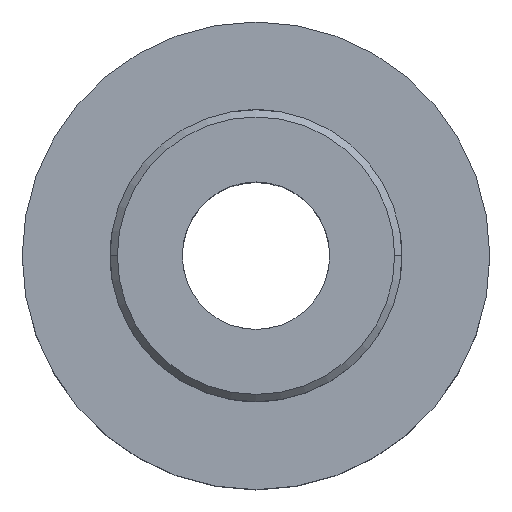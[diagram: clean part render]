
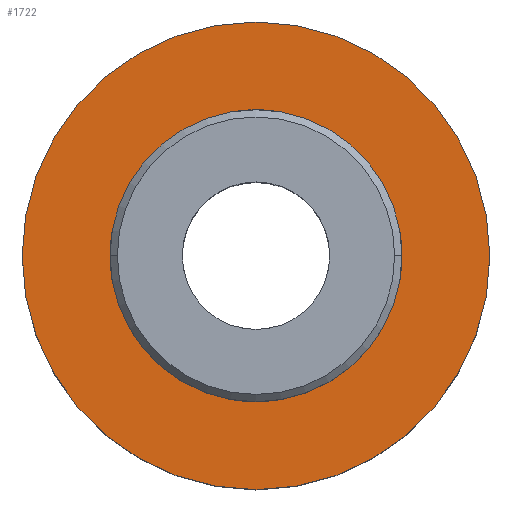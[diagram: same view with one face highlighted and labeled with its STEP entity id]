
A CAD part, top view. The second image highlights one B-rep face of the part: STEP entity #1722.
In plain terms, the highlighted planar face has unit normal (0, 0, 1).
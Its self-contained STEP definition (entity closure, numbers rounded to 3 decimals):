
#606 = CIRCLE ( 'NONE', #4243, 20. ) ;
#797 = AXIS2_PLACEMENT_3D ( 'NONE', #2848, #9698, #10407 ) ;
#1122 = CARTESIAN_POINT ( 'NONE',  ( 20., 0., 21. ) ) ;
#1127 = EDGE_LOOP ( 'NONE', ( #6015, #10431 ) ) ;
#1330 = DIRECTION ( 'NONE',  ( 0., 0., 1. ) ) ;
#1420 = AXIS2_PLACEMENT_3D ( 'NONE', #8795, #8979, #2076 ) ;
#1722 = ADVANCED_FACE ( 'NONE', ( #3727, #2974 ), #8679, .T. ) ;
#1940 = EDGE_CURVE ( 'NONE', #2424, #2976, #10313, .T. ) ;
#2074 = VERTEX_POINT ( 'NONE', #9240 ) ;
#2076 = DIRECTION ( 'NONE',  ( 1., 0., 0. ) ) ;
#2159 = DIRECTION ( 'NONE',  ( 1., 0., 0. ) ) ;
#2424 = VERTEX_POINT ( 'NONE', #1122 ) ;
#2848 = CARTESIAN_POINT ( 'NONE',  ( 0., 0., 21. ) ) ;
#2974 = FACE_OUTER_BOUND ( 'NONE', #1127, .T. ) ;
#2976 = VERTEX_POINT ( 'NONE', #6274 ) ;
#3727 = FACE_BOUND ( 'NONE', #7983, .T. ) ;
#4243 = AXIS2_PLACEMENT_3D ( 'NONE', #7503, #9482, #6485 ) ;
#4430 = AXIS2_PLACEMENT_3D ( 'NONE', #6129, #7838, #2159 ) ;
#4855 = ORIENTED_EDGE ( 'NONE', *, *, #8886, .F. ) ;
#6015 = ORIENTED_EDGE ( 'NONE', *, *, #8652, .T. ) ;
#6129 = CARTESIAN_POINT ( 'NONE',  ( 0., 0., 21. ) ) ;
#6274 = CARTESIAN_POINT ( 'NONE',  ( -20., 0., 21. ) ) ;
#6485 = DIRECTION ( 'NONE',  ( 1., 0., 0. ) ) ;
#6661 = CIRCLE ( 'NONE', #4430, 32.035 ) ;
#7503 = CARTESIAN_POINT ( 'NONE',  ( 0., 0., 21. ) ) ;
#7838 = DIRECTION ( 'NONE',  ( 0., 0., 1. ) ) ;
#7983 = EDGE_LOOP ( 'NONE', ( #4855, #10372 ) ) ;
#8652 = EDGE_CURVE ( 'NONE', #11934, #2074, #6661, .T. ) ;
#8679 = PLANE ( 'NONE',  #797 ) ;
#8795 = CARTESIAN_POINT ( 'NONE',  ( 0., 0., 21. ) ) ;
#8886 = EDGE_CURVE ( 'NONE', #2976, #2424, #606, .T. ) ;
#8979 = DIRECTION ( 'NONE',  ( 0., 0., 1. ) ) ;
#9038 = EDGE_CURVE ( 'NONE', #2074, #11934, #10547, .T. ) ;
#9240 = CARTESIAN_POINT ( 'NONE',  ( 32.035, 0., 21. ) ) ;
#9482 = DIRECTION ( 'NONE',  ( 0., 0., 1. ) ) ;
#9698 = DIRECTION ( 'NONE',  ( 0., 0., 1. ) ) ;
#9836 = DIRECTION ( 'NONE',  ( 1., 0., 0. ) ) ;
#9929 = AXIS2_PLACEMENT_3D ( 'NONE', #10028, #1330, #9836 ) ;
#10028 = CARTESIAN_POINT ( 'NONE',  ( 0., 0., 21. ) ) ;
#10313 = CIRCLE ( 'NONE', #9929, 20. ) ;
#10372 = ORIENTED_EDGE ( 'NONE', *, *, #1940, .F. ) ;
#10407 = DIRECTION ( 'NONE',  ( 1., 0., 0. ) ) ;
#10431 = ORIENTED_EDGE ( 'NONE', *, *, #9038, .T. ) ;
#10547 = CIRCLE ( 'NONE', #1420, 32.035 ) ;
#11934 = VERTEX_POINT ( 'NONE', #12406 ) ;
#12406 = CARTESIAN_POINT ( 'NONE',  ( -32.035, 0., 21. ) ) ;
